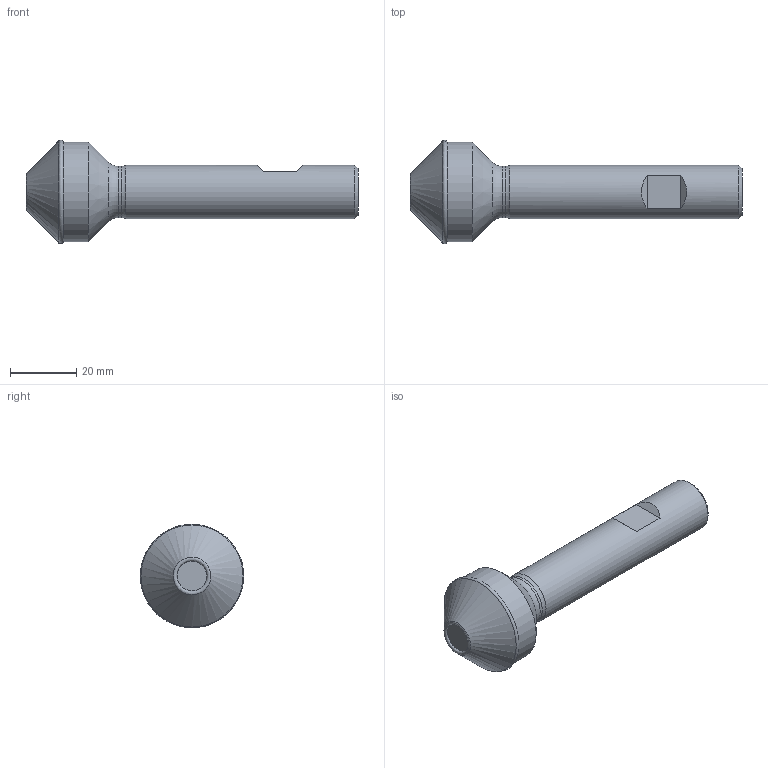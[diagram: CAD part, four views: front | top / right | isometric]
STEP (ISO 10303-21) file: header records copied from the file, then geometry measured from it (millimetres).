
FILE_DESCRIPTION(/* description */ (''),/* implementation_level */ '2;1');
FILE_NAME(/* name */ '2516-45-11-SIM.stp',/* time_stamp */ '2020-02-05T07:42:42+01:00',/* author */ (''),/* organization */ (''),/* preprocessor_version */ 'ST-DEVELOPER v16.7',/* originating_system */ 'SIEMENS PLM Software NX 12.0',/* authorisation */ '');
FILE_SCHEMA (('AUTOMOTIVE_DESIGN { 1 0 10303 214 3 1 1 1 }'));
Length unit declared in the file: millimetre
Products named in the file (1): hm1532102F367omo
Bounding box: 100.03 x 31.18 x 31.18 mm (x, y, z)
Volume: 30768.5 mm3; surface area: 9161.9 mm2
Topology: 2 solids, 2 shells, 21 faces, 44 edges, 28 vertices
Faces by surface type: plane 7, cone 5, cylinder 4, revolution 3, torus 2
Full cylindrical faces by diameter (mm): 4 x1, 15.5 x1, 16 x1, 30 x1
Entity records: 512 total; most frequent: CARTESIAN_POINT 110, DIRECTION 82, ORIENTED_EDGE 44, AXIS2_PLACEMENT_3D 37, EDGE_LOOP 36, FACE_BOUND 31, EDGE_CURVE 22, ADVANCED_FACE 21
